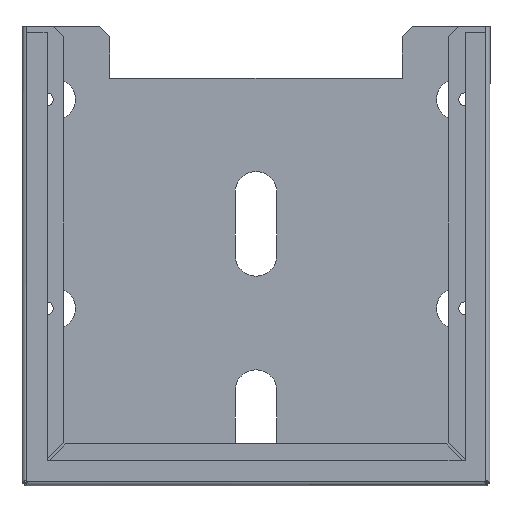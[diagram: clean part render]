
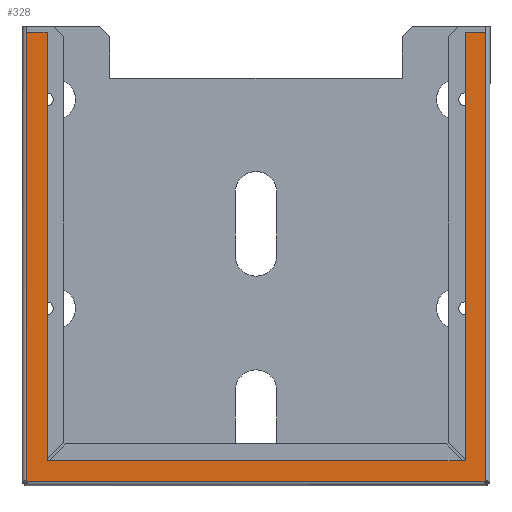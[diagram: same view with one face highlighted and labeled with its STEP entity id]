
A CAD part, top view. The second image highlights one B-rep face of the part: STEP entity #328.
In plain terms, the highlighted face is planar.
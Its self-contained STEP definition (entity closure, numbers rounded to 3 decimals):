
#39 = CARTESIAN_POINT ( 'NONE',  ( 112.5, 0.5, 110. ) ) ;
#98 = VERTEX_POINT ( 'NONE', #3450 ) ;
#172 = LINE ( 'NONE', #3896, #972 ) ;
#196 = ORIENTED_EDGE ( 'NONE', *, *, #4017, .T. ) ;
#292 = DIRECTION ( 'NONE',  ( 1., 0., 0. ) ) ;
#328 = ADVANCED_FACE ( 'NONE', ( #2571 ), #1070, .F. ) ;
#464 = EDGE_CURVE ( 'NONE', #98, #4293, #1351, .T. ) ;
#680 = DIRECTION ( 'NONE',  ( -1., 0., 0. ) ) ;
#684 = CARTESIAN_POINT ( 'NONE',  ( 102.5, 0.5, -100. ) ) ;
#739 = CARTESIAN_POINT ( 'NONE',  ( -102.5, 0.5, -110. ) ) ;
#742 = DIRECTION ( 'NONE',  ( 0., 0., 1. ) ) ;
#946 = ORIENTED_EDGE ( 'NONE', *, *, #1034, .T. ) ;
#972 = VECTOR ( 'NONE', #4263, 1000. ) ;
#1034 = EDGE_CURVE ( 'NONE', #3509, #98, #1133, .T. ) ;
#1070 = PLANE ( 'NONE',  #4600 ) ;
#1133 = LINE ( 'NONE', #1553, #1884 ) ;
#1207 = ORIENTED_EDGE ( 'NONE', *, *, #2716, .T. ) ;
#1259 = DIRECTION ( 'NONE',  ( 0., 0., 1. ) ) ;
#1324 = EDGE_CURVE ( 'NONE', #3768, #4239, #2399, .T. ) ;
#1351 = LINE ( 'NONE', #3976, #3378 ) ;
#1408 = VECTOR ( 'NONE', #4248, 1000. ) ;
#1490 = DIRECTION ( 'NONE',  ( -1., 0., 0. ) ) ;
#1521 = VERTEX_POINT ( 'NONE', #3493 ) ;
#1553 = CARTESIAN_POINT ( 'NONE',  ( 102.5, 0.5, 100. ) ) ;
#1581 = LINE ( 'NONE', #3151, #1408 ) ;
#1687 = EDGE_LOOP ( 'NONE', ( #2007, #2521, #196, #3518, #1207, #946, #4730, #2300 ) ) ;
#1774 = CARTESIAN_POINT ( 'NONE',  ( 102.5, 0.5, -100. ) ) ;
#1859 = VECTOR ( 'NONE', #680, 1000. ) ;
#1863 = EDGE_CURVE ( 'NONE', #1883, #1521, #2673, .T. ) ;
#1883 = VERTEX_POINT ( 'NONE', #39 ) ;
#1884 = VECTOR ( 'NONE', #1490, 1000. ) ;
#2007 = ORIENTED_EDGE ( 'NONE', *, *, #1863, .T. ) ;
#2226 = VECTOR ( 'NONE', #4056, 1000. ) ;
#2283 = VECTOR ( 'NONE', #292, 1000. ) ;
#2300 = ORIENTED_EDGE ( 'NONE', *, *, #4712, .T. ) ;
#2368 = LINE ( 'NONE', #3167, #4656 ) ;
#2399 = LINE ( 'NONE', #1774, #2283 ) ;
#2521 = ORIENTED_EDGE ( 'NONE', *, *, #3799, .T. ) ;
#2526 = CARTESIAN_POINT ( 'NONE',  ( -102.5, 0.5, 110. ) ) ;
#2571 = FACE_OUTER_BOUND ( 'NONE', #1687, .T. ) ;
#2673 = LINE ( 'NONE', #2955, #2226 ) ;
#2716 = EDGE_CURVE ( 'NONE', #4239, #3509, #1581, .T. ) ;
#2827 = CARTESIAN_POINT ( 'NONE',  ( -102.5, 0.5, -100. ) ) ;
#2896 = DIRECTION ( 'NONE',  ( 0., 0., -1. ) ) ;
#2908 = CARTESIAN_POINT ( 'NONE',  ( 112.5, 0.5, 110. ) ) ;
#2955 = CARTESIAN_POINT ( 'NONE',  ( 112.5, 0.5, -110. ) ) ;
#3151 = CARTESIAN_POINT ( 'NONE',  ( 102.5, 0.5, -100. ) ) ;
#3167 = CARTESIAN_POINT ( 'NONE',  ( -102.5, 0.5, -100. ) ) ;
#3341 = CARTESIAN_POINT ( 'NONE',  ( 102.5, 0.5, 100. ) ) ;
#3378 = VECTOR ( 'NONE', #742, 1000. ) ;
#3450 = CARTESIAN_POINT ( 'NONE',  ( -102.5, 0.5, 100. ) ) ;
#3485 = VERTEX_POINT ( 'NONE', #739 ) ;
#3493 = CARTESIAN_POINT ( 'NONE',  ( 112.5, 0.5, -110. ) ) ;
#3509 = VERTEX_POINT ( 'NONE', #3341 ) ;
#3518 = ORIENTED_EDGE ( 'NONE', *, *, #1324, .T. ) ;
#3662 = DIRECTION ( 'NONE',  ( 0., -1., 0. ) ) ;
#3768 = VERTEX_POINT ( 'NONE', #2827 ) ;
#3799 = EDGE_CURVE ( 'NONE', #1521, #3485, #3866, .T. ) ;
#3866 = LINE ( 'NONE', #3994, #1859 ) ;
#3896 = CARTESIAN_POINT ( 'NONE',  ( 112.5, 0.5, 110. ) ) ;
#3976 = CARTESIAN_POINT ( 'NONE',  ( -102.5, 0.5, 100. ) ) ;
#3994 = CARTESIAN_POINT ( 'NONE',  ( 112.5, 0.5, -110. ) ) ;
#4017 = EDGE_CURVE ( 'NONE', #3485, #3768, #2368, .T. ) ;
#4056 = DIRECTION ( 'NONE',  ( 0., 0., -1. ) ) ;
#4239 = VERTEX_POINT ( 'NONE', #684 ) ;
#4248 = DIRECTION ( 'NONE',  ( 0., 0., 1. ) ) ;
#4263 = DIRECTION ( 'NONE',  ( 1., 0., 0. ) ) ;
#4293 = VERTEX_POINT ( 'NONE', #2526 ) ;
#4600 = AXIS2_PLACEMENT_3D ( 'NONE', #2908, #3662, #2896 ) ;
#4656 = VECTOR ( 'NONE', #1259, 1000. ) ;
#4712 = EDGE_CURVE ( 'NONE', #4293, #1883, #172, .T. ) ;
#4730 = ORIENTED_EDGE ( 'NONE', *, *, #464, .T. ) ;
